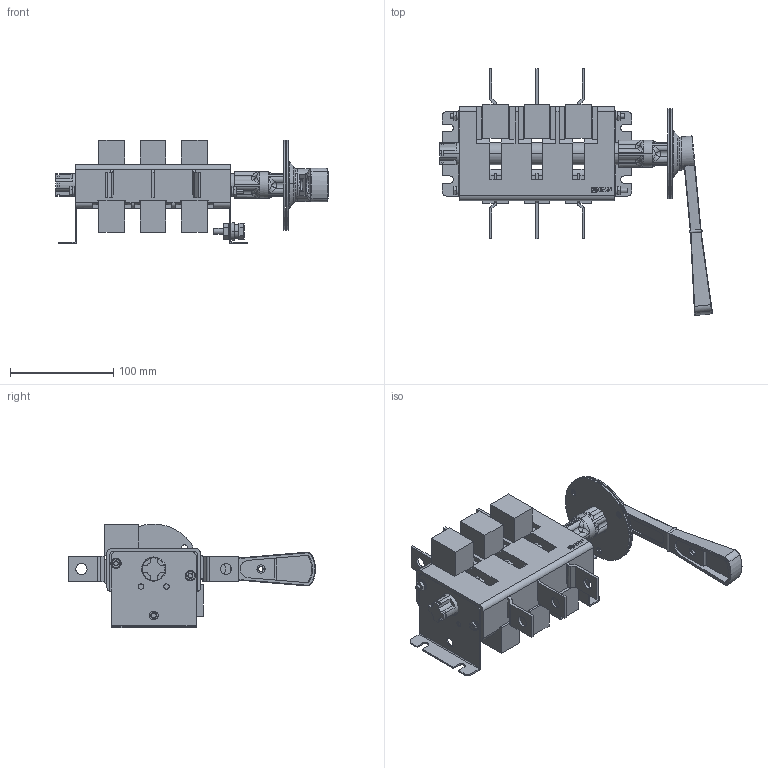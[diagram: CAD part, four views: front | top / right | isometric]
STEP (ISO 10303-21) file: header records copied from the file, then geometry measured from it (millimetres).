
FILE_DESCRIPTION (( 'STEP AP203' ), '1' );
FILE_NAME ('uvr32-35b31250.ÃÌ Âûêëþ÷àòåëü-ðàçúåäèíèòåëü ÂÐ32Ó-35Â31250.STEP', '2025-04-06T18:37:41', ( '' ), ( '' ), 'SwSTEP 2.0', 'SolidWorks 2021', '' );
FILE_SCHEMA (( 'CONFIG_CONTROL_DESIGN' ));
Length unit declared in the file: millimetre
Products named in the file (1): uvr32-35b31250.ÃÌ Âûêëþ÷àòåëü-ðàçúåäèíèòåëü ÂÐ32Ó-35Â31250
Bounding box: 264.56 x 239.26 x 100.73 mm (x, y, z)
Volume: 703991.5 mm3; surface area: 233834.1 mm2
Topology: 23 solids, 23 shells, 1164 faces, 3139 edges, 1937 vertices
Faces by surface type: plane 582, cylinder 422, bspline 117, torus 37, cone 6
Entity records: 40966 total; most frequent: CARTESIAN_POINT 12454, ORIENTED_EDGE 6086, DIRECTION 5764, EDGE_CURVE 3043, AXIS2_PLACEMENT_3D 1971, VERTEX_POINT 1937, LINE 1822, VECTOR 1822
